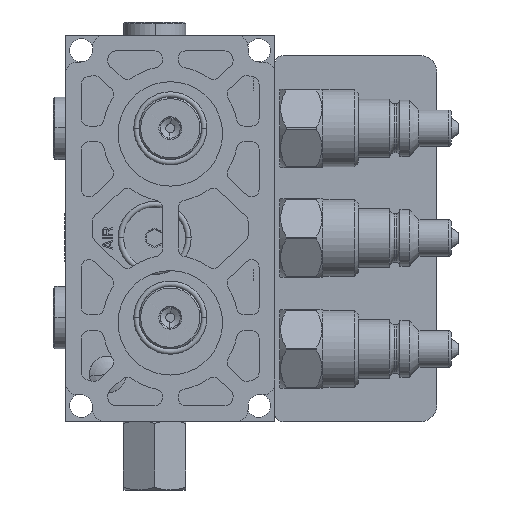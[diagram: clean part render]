
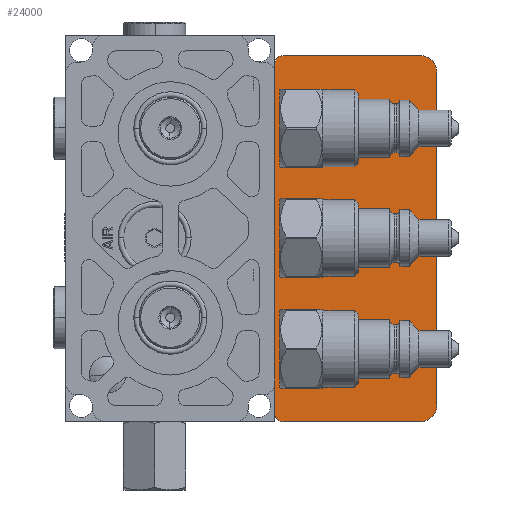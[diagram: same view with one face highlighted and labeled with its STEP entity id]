
A CAD part, front view. The second image highlights one B-rep face of the part: STEP entity #24000.
In plain terms, the highlighted planar face has unit normal (0, -1, 0).
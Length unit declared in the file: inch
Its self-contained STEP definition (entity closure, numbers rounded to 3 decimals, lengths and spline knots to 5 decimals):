
#835=DIRECTION('',(0.,0.,1.));
#836=VECTOR('',#835,0.21);
#837=CARTESIAN_POINT('',(1.25,2.,1.757));
#838=LINE('',#837,#836);
#839=CARTESIAN_POINT('',(1.35,2.,1.967));
#840=DIRECTION('',(0.,-1.,0.));
#841=DIRECTION('',(0.,0.,1.));
#842=AXIS2_PLACEMENT_3D('',#839,#840,#841);
#844=DIRECTION('',(1.,0.,0.));
#845=VECTOR('',#844,1.64);
#846=CARTESIAN_POINT('',(1.35,2.,2.067));
#847=LINE('',#846,#845);
#848=CARTESIAN_POINT('',(2.99,2.,1.867));
#849=DIRECTION('',(0.,-1.,0.));
#850=DIRECTION('',(1.,0.,0.));
#851=AXIS2_PLACEMENT_3D('',#848,#849,#850);
#853=DIRECTION('',(0.,0.,-1.));
#854=VECTOR('',#853,3.98);
#855=CARTESIAN_POINT('',(3.19,2.,1.867));
#856=LINE('',#855,#854);
#857=CARTESIAN_POINT('',(2.99,2.,-2.113));
#858=DIRECTION('',(0.,-1.,0.));
#859=DIRECTION('',(0.,0.,-1.));
#860=AXIS2_PLACEMENT_3D('',#857,#858,#859);
#862=DIRECTION('',(-1.,0.,0.));
#863=VECTOR('',#862,1.64);
#864=CARTESIAN_POINT('',(2.99,2.,-2.313));
#865=LINE('',#864,#863);
#866=CARTESIAN_POINT('',(1.35,2.,-2.213));
#867=DIRECTION('',(0.,-1.,0.));
#868=DIRECTION('',(-1.,0.,0.));
#869=AXIS2_PLACEMENT_3D('',#866,#867,#868);
#871=DIRECTION('',(0.,0.,1.));
#872=VECTOR('',#871,1.77);
#873=CARTESIAN_POINT('',(1.25,2.,-2.213));
#874=LINE('',#873,#872);
#875=CARTESIAN_POINT('',(2.69,2.,-0.123));
#876=DIRECTION('',(0.,-1.,0.));
#877=DIRECTION('',(0.,0.,1.));
#878=AXIS2_PLACEMENT_3D('',#875,#876,#877);
#880=CARTESIAN_POINT('',(2.69,2.,-0.123));
#881=DIRECTION('',(0.,-1.,0.));
#882=DIRECTION('',(0.,0.,-1.));
#883=AXIS2_PLACEMENT_3D('',#880,#881,#882);
#921=DIRECTION('',(0.,0.,1.));
#922=VECTOR('',#921,2.2);
#923=CARTESIAN_POINT('',(1.25,2.,-0.443));
#924=LINE('',#923,#922);
#22441=CARTESIAN_POINT('',(2.99,2.,-2.313));
#22442=CARTESIAN_POINT('',(3.19,2.,-2.113));
#22443=VERTEX_POINT('',#22441);
#22444=VERTEX_POINT('',#22442);
#22449=CARTESIAN_POINT('',(3.19,2.,1.867));
#22450=CARTESIAN_POINT('',(2.99,2.,2.067));
#22451=VERTEX_POINT('',#22449);
#22452=VERTEX_POINT('',#22450);
#22457=CARTESIAN_POINT('',(1.25,2.,-2.213));
#22458=CARTESIAN_POINT('',(1.35,2.,-2.313));
#22459=VERTEX_POINT('',#22457);
#22460=VERTEX_POINT('',#22458);
#22473=CARTESIAN_POINT('',(1.35,2.,2.067));
#22474=CARTESIAN_POINT('',(1.25,2.,1.967));
#22475=VERTEX_POINT('',#22473);
#22476=VERTEX_POINT('',#22474);
#22489=CARTESIAN_POINT('',(2.69,2.,0.0645));
#22490=CARTESIAN_POINT('',(2.69,2.,-0.3105));
#22491=VERTEX_POINT('',#22489);
#22492=VERTEX_POINT('',#22490);
#22529=CARTESIAN_POINT('',(1.25,2.,-0.443));
#22530=CARTESIAN_POINT('',(1.25,2.,1.757));
#22531=VERTEX_POINT('',#22529);
#22532=VERTEX_POINT('',#22530);
#23969=CARTESIAN_POINT('',(3.19,2.,2.067));
#23970=DIRECTION('',(0.,1.,0.));
#23971=DIRECTION('',(0.,0.,-1.));
#23972=AXIS2_PLACEMENT_3D('',#23969,#23970,#23971);
#23973=PLANE('',#23972);
#23975=ORIENTED_EDGE('',*,*,#23974,.T.);
#23976=ORIENTED_EDGE('',*,*,#23552,.T.);
#23978=ORIENTED_EDGE('',*,*,#23977,.F.);
#23980=ORIENTED_EDGE('',*,*,#23979,.T.);
#23982=ORIENTED_EDGE('',*,*,#23981,.F.);
#23984=ORIENTED_EDGE('',*,*,#23983,.T.);
#23986=ORIENTED_EDGE('',*,*,#23985,.F.);
#23988=ORIENTED_EDGE('',*,*,#23987,.T.);
#23990=ORIENTED_EDGE('',*,*,#23989,.F.);
#23991=ORIENTED_EDGE('',*,*,#23961,.T.);
#23992=EDGE_LOOP('',(#23975,#23976,#23978,#23980,#23982,#23984,#23986,#23988,
#23990,#23991));
#23993=FACE_OUTER_BOUND('',#23992,.F.);
#23995=ORIENTED_EDGE('',*,*,#23994,.T.);
#23997=ORIENTED_EDGE('',*,*,#23996,.T.);
#23998=EDGE_LOOP('',(#23995,#23997));
#23999=FACE_BOUND('',#23998,.F.);
#24000=ADVANCED_FACE('',(#23993,#23999),#23973,.F.);
#843=CIRCLE('',#842,0.1);
#852=CIRCLE('',#851,0.2);
#861=CIRCLE('',#860,0.2);
#870=CIRCLE('',#869,0.1);
#879=CIRCLE('',#878,0.1875);
#884=CIRCLE('',#883,0.1875);
#23552=EDGE_CURVE('',#22532,#22476,#838,.T.);
#23961=EDGE_CURVE('',#22459,#22531,#874,.T.);
#23974=EDGE_CURVE('',#22531,#22532,#924,.T.);
#23977=EDGE_CURVE('',#22475,#22476,#843,.T.);
#23979=EDGE_CURVE('',#22475,#22452,#847,.T.);
#23981=EDGE_CURVE('',#22451,#22452,#852,.T.);
#23983=EDGE_CURVE('',#22451,#22444,#856,.T.);
#23985=EDGE_CURVE('',#22443,#22444,#861,.T.);
#23987=EDGE_CURVE('',#22443,#22460,#865,.T.);
#23989=EDGE_CURVE('',#22459,#22460,#870,.T.);
#23994=EDGE_CURVE('',#22491,#22492,#879,.T.);
#23996=EDGE_CURVE('',#22492,#22491,#884,.T.);
